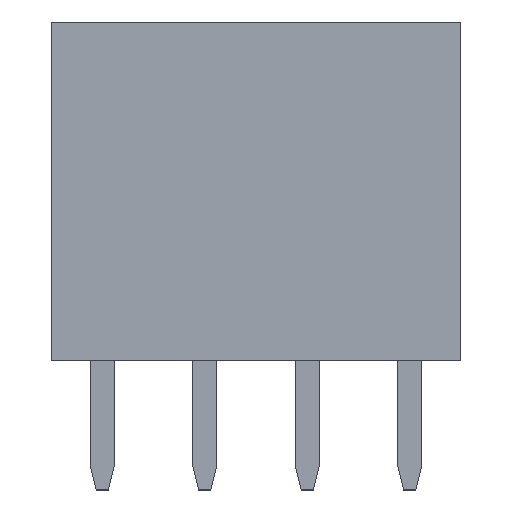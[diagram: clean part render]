
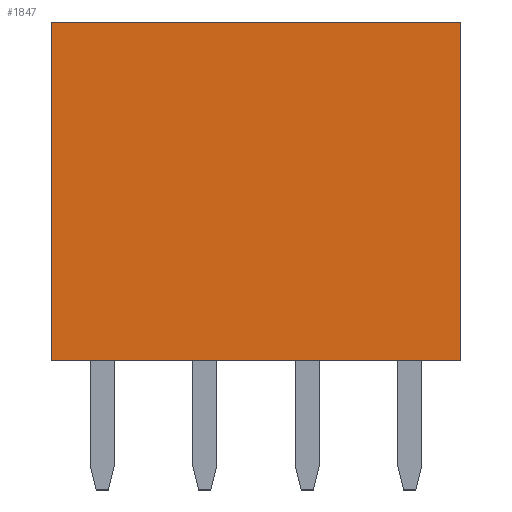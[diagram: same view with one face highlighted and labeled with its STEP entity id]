
A CAD part, top view. The second image highlights one B-rep face of the part: STEP entity #1847.
In plain terms, the highlighted planar face has unit normal (0, 0, 1).
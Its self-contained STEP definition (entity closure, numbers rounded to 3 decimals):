
#31 = VERTEX_POINT ( 'NONE', #1935 ) ;
#262 = ORIENTED_EDGE ( 'NONE', *, *, #1880, .T. ) ;
#347 = CARTESIAN_POINT ( 'NONE',  ( 1.27, 0., 1.27 ) ) ;
#397 = LINE ( 'NONE', #3801, #742 ) ;
#430 = VECTOR ( 'NONE', #577, 1000. ) ;
#498 = EDGE_CURVE ( 'NONE', #1539, #31, #1143, .T. ) ;
#544 = AXIS2_PLACEMENT_3D ( 'NONE', #347, #2730, #2420 ) ;
#577 = DIRECTION ( 'NONE',  ( 1., 0., 0. ) ) ;
#615 = ORIENTED_EDGE ( 'NONE', *, *, #3899, .F. ) ;
#742 = VECTOR ( 'NONE', #1410, 1000. ) ;
#929 = CARTESIAN_POINT ( 'NONE',  ( 8.89, 8.4, 1.27 ) ) ;
#1143 = LINE ( 'NONE', #3912, #430 ) ;
#1146 = VERTEX_POINT ( 'NONE', #929 ) ;
#1187 = FACE_OUTER_BOUND ( 'NONE', #3002, .T. ) ;
#1238 = CARTESIAN_POINT ( 'NONE',  ( 8.89, 8.4, 1.27 ) ) ;
#1306 = VECTOR ( 'NONE', #1806, 1000. ) ;
#1373 = CARTESIAN_POINT ( 'NONE',  ( -1.27, 0., 1.27 ) ) ;
#1410 = DIRECTION ( 'NONE',  ( 0., 1., 0. ) ) ;
#1435 = VERTEX_POINT ( 'NONE', #2908 ) ;
#1539 = VERTEX_POINT ( 'NONE', #1373 ) ;
#1732 = LINE ( 'NONE', #1238, #2195 ) ;
#1802 = PLANE ( 'NONE',  #544 ) ;
#1806 = DIRECTION ( 'NONE',  ( 0., 1., 0. ) ) ;
#1828 = DIRECTION ( 'NONE',  ( -1., 0., 0. ) ) ;
#1847 = ADVANCED_FACE ( 'NONE', ( #1187 ), #1802, .T. ) ;
#1880 = EDGE_CURVE ( 'NONE', #1146, #1435, #1732, .T. ) ;
#1935 = CARTESIAN_POINT ( 'NONE',  ( 8.89, 0., 1.27 ) ) ;
#2087 = CARTESIAN_POINT ( 'NONE',  ( 8.89, 0., 1.27 ) ) ;
#2195 = VECTOR ( 'NONE', #1828, 1000. ) ;
#2310 = ORIENTED_EDGE ( 'NONE', *, *, #3613, .T. ) ;
#2420 = DIRECTION ( 'NONE',  ( 1., 0., 0. ) ) ;
#2730 = DIRECTION ( 'NONE',  ( 0., 0., 1. ) ) ;
#2908 = CARTESIAN_POINT ( 'NONE',  ( -1.27, 8.4, 1.27 ) ) ;
#3002 = EDGE_LOOP ( 'NONE', ( #262, #615, #3431, #2310 ) ) ;
#3431 = ORIENTED_EDGE ( 'NONE', *, *, #498, .T. ) ;
#3613 = EDGE_CURVE ( 'NONE', #31, #1146, #3902, .T. ) ;
#3801 = CARTESIAN_POINT ( 'NONE',  ( -1.27, 0., 1.27 ) ) ;
#3899 = EDGE_CURVE ( 'NONE', #1539, #1435, #397, .T. ) ;
#3902 = LINE ( 'NONE', #2087, #1306 ) ;
#3912 = CARTESIAN_POINT ( 'NONE',  ( -1.27, 0., 1.27 ) ) ;
